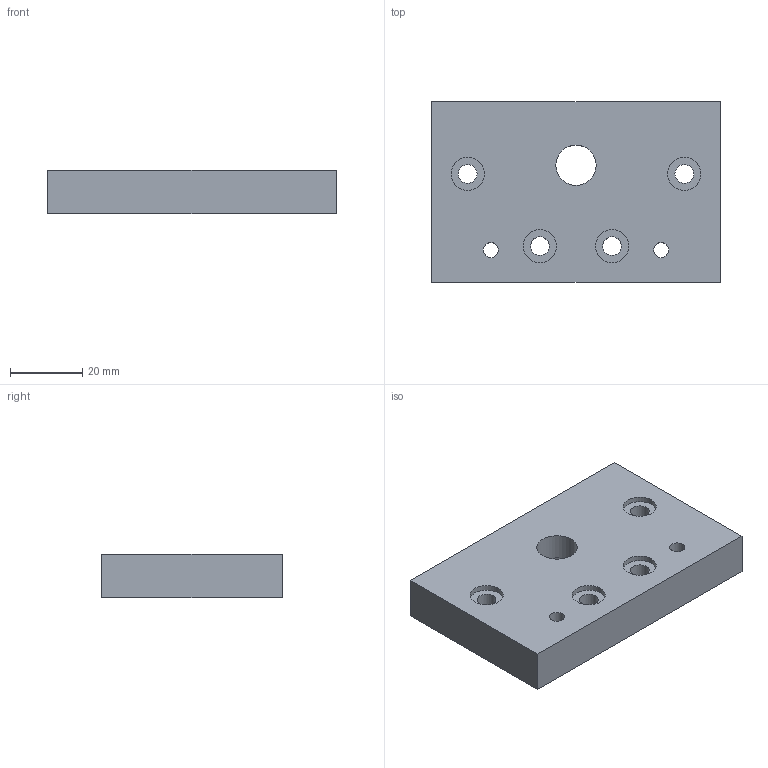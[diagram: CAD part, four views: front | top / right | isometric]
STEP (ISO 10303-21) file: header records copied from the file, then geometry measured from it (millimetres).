
FILE_DESCRIPTION(/* description */ (''),/* implementation_level */ '2;1');
FILE_NAME(/* name */ 'C-Beam End Mount.step',/* time_stamp */ '2019-09-18T11:34:17-05:00',/* author */ (''),/* organization */ (''),/* preprocessor_version */ 'ST-DEVELOPER v18',/* originating_system */ 'Autodesk Translation Framework v8.6.0.1094',/* authorisation */ '');
FILE_SCHEMA (('AUTOMOTIVE_DESIGN { 1 0 10303 214 3 1 1 }'));
Length unit declared in the file: millimetre
Products named in the file (1): C-Beam End Mount
Bounding box: 80 x 50 x 12 mm (x, y, z)
Volume: 44316.2 mm3; surface area: 12742.2 mm2
Topology: 1 solids, 1 shells, 27 faces, 79 edges, 59 vertices
Faces by surface type: cylinder 14, plane 11, cone 2
Full cylindrical faces by diameter (mm): 4.2 x4, 5.2 x4, 9.2 x4, 11.176 x1, 16.1 x1
Entity records: 1005 total; most frequent: DIRECTION 182, CARTESIAN_POINT 164, ORIENTED_EDGE 154, EDGE_CURVE 77, AXIS2_PLACEMENT_3D 77, VERTEX_POINT 59, CIRCLE 49, EDGE_LOOP 48
